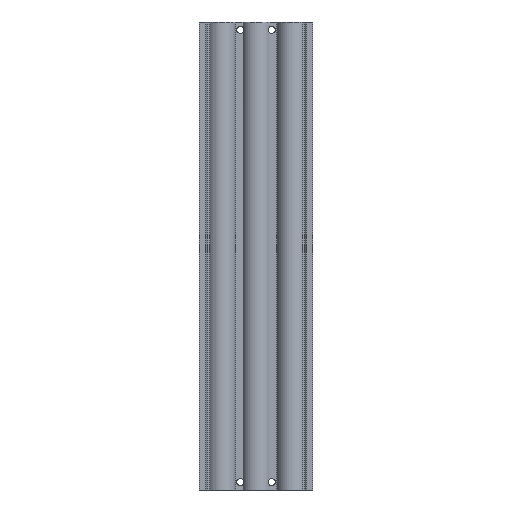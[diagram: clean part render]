
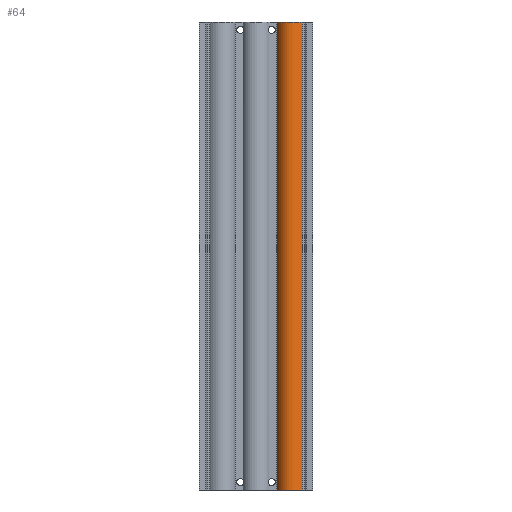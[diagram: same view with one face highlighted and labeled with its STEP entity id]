
A CAD part, front view. The second image highlights one B-rep face of the part: STEP entity #64.
In plain terms, the highlighted cylindrical face has radius 11 mm (diameter 22 mm), a partial arc.
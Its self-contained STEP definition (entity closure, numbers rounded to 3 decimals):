
#64 = ADVANCED_FACE ( 'NONE', ( #7588 ), #7589, .T. ) ;
#2870 = CARTESIAN_POINT ( 'NONE',  ( 35.429, -11.068, -358.5 ) ) ;
#2876 = DIRECTION ( 'NONE',  ( 0., 0., 1. ) ) ;
#2910 = DIRECTION ( 'NONE',  ( 1., 0., 0. ) ) ;
#2912 = CARTESIAN_POINT ( 'NONE',  ( 27., -4., -358.5 ) ) ;
#2913 = DIRECTION ( 'NONE',  ( 0., 0., 1. ) ) ;
#5509 = AXIS2_PLACEMENT_3D ( 'NONE', #2912, #2913, #2910 ) ;
#6535 = DIRECTION ( 'NONE',  ( 1., 0., 0. ) ) ;
#6536 = DIRECTION ( 'NONE',  ( 0., 0., 1. ) ) ;
#6537 = CARTESIAN_POINT ( 'NONE',  ( 27., -4., 0. ) ) ;
#6802 = LINE ( 'NONE', #2870, #6804 ) ;
#6804 = VECTOR ( 'NONE', #2876, 1000. ) ;
#6812 = CIRCLE ( 'NONE', #5509, 11. ) ;
#7135 = DIRECTION ( 'NONE',  ( 0., 0., -1. ) ) ;
#7136 = CARTESIAN_POINT ( 'NONE',  ( 16.063, -5.179, -358.5 ) ) ;
#7279 = ORIENTED_EDGE ( 'NONE', *, *, #12476, .F. ) ;
#7308 = ORIENTED_EDGE ( 'NONE', *, *, #13432, .T. ) ;
#7309 = ORIENTED_EDGE ( 'NONE', *, *, #13438, .T. ) ;
#7310 = ORIENTED_EDGE ( 'NONE', *, *, #12446, .T. ) ;
#7588 = FACE_OUTER_BOUND ( 'NONE', #10314, .T. ) ;
#7589 = CYLINDRICAL_SURFACE ( 'NONE', #12886, 11. ) ;
#7911 = VERTEX_POINT ( 'NONE', #8888 ) ;
#7951 = VERTEX_POINT ( 'NONE', #8848 ) ;
#7955 = VERTEX_POINT ( 'NONE', #8843 ) ;
#8076 = VERTEX_POINT ( 'NONE', #8720 ) ;
#8720 = CARTESIAN_POINT ( 'NONE',  ( 16.063, -5.179, -358.5 ) ) ;
#8843 = CARTESIAN_POINT ( 'NONE',  ( 35.429, -11.068, -358.5 ) ) ;
#8848 = CARTESIAN_POINT ( 'NONE',  ( 35.429, -11.068, 0. ) ) ;
#8888 = CARTESIAN_POINT ( 'NONE',  ( 16.063, -5.179, 0. ) ) ;
#10314 = EDGE_LOOP ( 'NONE', ( #7279, #7310, #7309, #7308 ) ) ;
#10963 = DIRECTION ( 'NONE',  ( 1., 0., 0. ) ) ;
#10964 = DIRECTION ( 'NONE',  ( 0., 0., 1. ) ) ;
#10965 = CARTESIAN_POINT ( 'NONE',  ( 27., -4., -358.5 ) ) ;
#11763 = LINE ( 'NONE', #7136, #11764 ) ;
#11764 = VECTOR ( 'NONE', #7135, 1000. ) ;
#11805 = CIRCLE ( 'NONE', #12250, 11. ) ;
#12250 = AXIS2_PLACEMENT_3D ( 'NONE', #6537, #6536, #6535 ) ;
#12446 = EDGE_CURVE ( 'NONE', #7911, #8076, #11763, .T. ) ;
#12476 = EDGE_CURVE ( 'NONE', #7911, #7951, #11805, .T. ) ;
#12886 = AXIS2_PLACEMENT_3D ( 'NONE', #10965, #10964, #10963 ) ;
#13432 = EDGE_CURVE ( 'NONE', #7955, #7951, #6802, .T. ) ;
#13438 = EDGE_CURVE ( 'NONE', #8076, #7955, #6812, .T. ) ;
